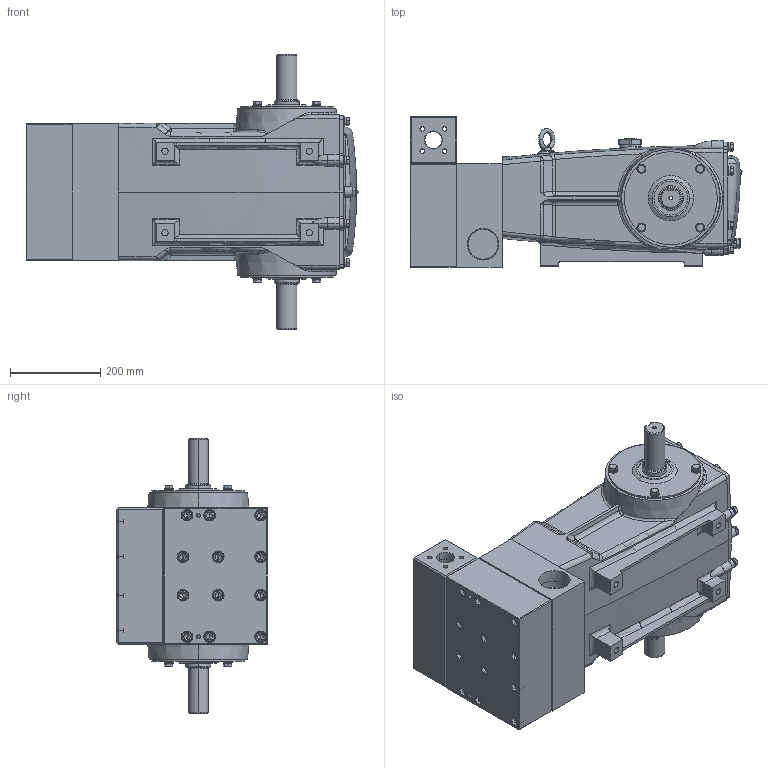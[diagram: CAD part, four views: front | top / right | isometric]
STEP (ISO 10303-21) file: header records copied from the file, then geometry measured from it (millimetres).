
FILE_DESCRIPTION (( 'STEP AP203' ), '1' );
FILE_NAME ('6861.STEP', '2008-07-08T20:00:50', ( ' ' ), ( ' ' ), 'SwSTEP 2.0', 'SolidWorks 2008', '' );
FILE_SCHEMA (( 'CONFIG_CONTROL_DESIGN' ));
Length unit declared in the file: inch
Products named in the file (1): 6861
Bounding box: 735.92 x 334 x 610 mm (x, y, z)
Surface area: 1424254.7 mm2 (no closed solid volume)
Topology: 0 solids, 95 shells, 1144 faces, 3294 edges, 2114 vertices
Faces by surface type: plane 504, cylinder 275, cone 210, torus 74, bspline 69, sphere 12
Entity records: 43337 total; most frequent: CARTESIAN_POINT 14373, DIRECTION 6124, ORIENTED_EDGE 5530, EDGE_CURVE 3248, AXIS2_PLACEMENT_3D 2350, VERTEX_POINT 2114, VECTOR 1424, LINE 1424
